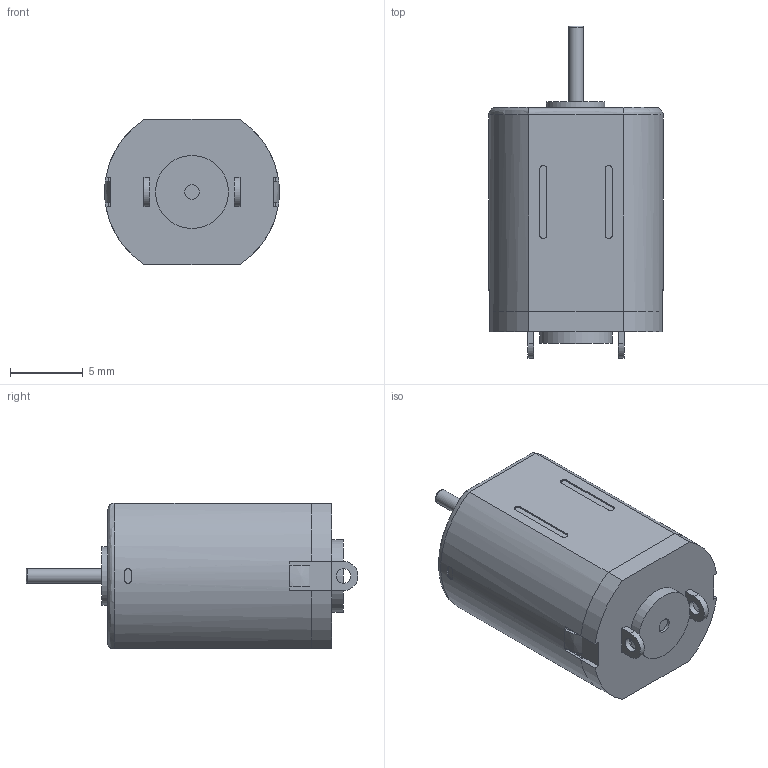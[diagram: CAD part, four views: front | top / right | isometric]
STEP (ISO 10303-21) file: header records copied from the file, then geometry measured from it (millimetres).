
FILE_DESCRIPTION(/* description */ ('','CAx-IF Rec.Pracs.---Representation and Presentation of Product Manufacturing Information (PMI)---4.0---2014-10-13'),/* implementation_level */ '2;1');
FILE_NAME(/* name */ 'dc_motor v1.step',/* time_stamp */ '2024-12-05T19:27:39Z',/* author */ (''),/* organization */ (''),/* preprocessor_version */ 'ST-DEVELOPER v20',/* originating_system */ 'Autodesk Translation Framework v13.20.0.188',/* authorisation */ '');
FILE_SCHEMA (('AP242_MANAGED_MODEL_BASED_3D_ENGINEERING_MIM_LF { 1 0 10303 442 1 1 4 }'));
Length unit declared in the file: millimetre
Products named in the file (1): dc_motor
Bounding box: 12 x 22.8 x 10 mm (x, y, z)
Volume: 793.4 mm3; surface area: 2985.1 mm2
Topology: 13 solids, 13 shells, 591 faces, 1578 edges, 1022 vertices
Faces by surface type: plane 409, cylinder 157, bspline 14, sphere 8, cone 2, torus 1
Full cylindrical faces by diameter (mm): 0.1 x6, 1 x8, 1.25 x3, 1.273 x1, 1.5 x2, 1.8 x2, 2 x2, 3 x2, 3.2 x1, 4 x1, 5 x1, 6.5 x1
Entity records: 18996 total; most frequent: CARTESIAN_POINT 3725, ORIENTED_EDGE 3156, DIRECTION 3146, EDGE_CURVE 1578, LINE 1110, VECTOR 1110, VERTEX_POINT 1022, AXIS2_PLACEMENT_3D 1018
